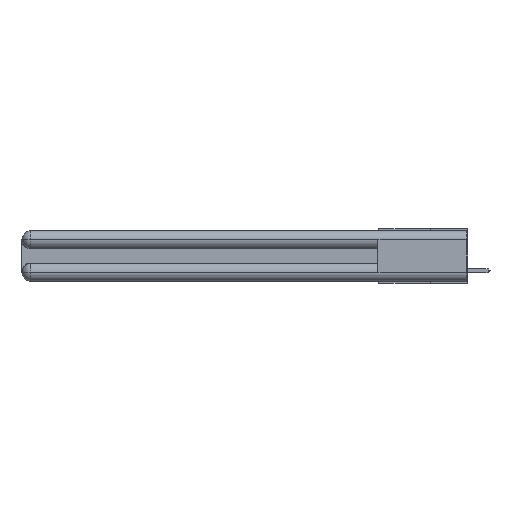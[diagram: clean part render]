
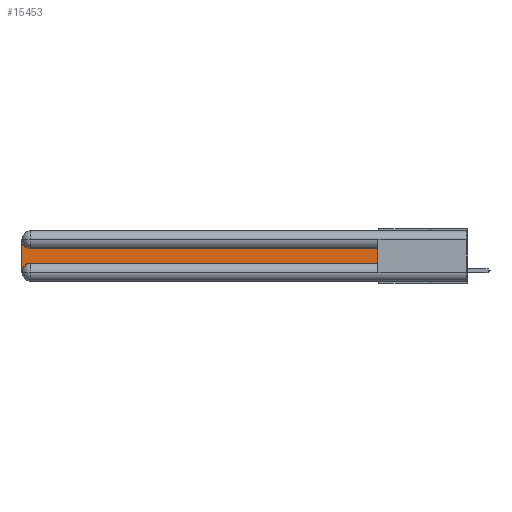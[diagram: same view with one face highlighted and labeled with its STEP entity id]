
A CAD part, left-side view. The second image highlights one B-rep face of the part: STEP entity #15453.
In plain terms, the highlighted planar face has unit normal (-1, 0, 0).
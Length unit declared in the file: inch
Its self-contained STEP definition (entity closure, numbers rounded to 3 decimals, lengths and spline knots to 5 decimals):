
#478 = LINE ( 'NONE', #7069, #18897 ) ;
#1417 = AXIS2_PLACEMENT_3D ( 'NONE', #28372, #12784, #33655 ) ;
#1747 = DIRECTION ( 'NONE',  ( 0., 0., -1. ) ) ;
#2616 = CIRCLE ( 'NONE', #1417, 0.06 ) ;
#2892 = CARTESIAN_POINT ( 'NONE',  ( 0.075, 0.6, -0.2175 ) ) ;
#3265 = LINE ( 'NONE', #11852, #21257 ) ;
#3674 = CARTESIAN_POINT ( 'NONE',  ( 0.075, 3., -0.2775 ) ) ;
#3712 = CARTESIAN_POINT ( 'NONE',  ( 0.075, 2.94, -0.2175 ) ) ;
#5177 = VERTEX_POINT ( 'NONE', #2892 ) ;
#6528 = EDGE_CURVE ( 'NONE', #14214, #29756, #3265, .T. ) ;
#7011 = DIRECTION ( 'NONE',  ( 0., -1., 0. ) ) ;
#7069 = CARTESIAN_POINT ( 'NONE',  ( 0.075, 0.6, -0.1225 ) ) ;
#8258 = CIRCLE ( 'NONE', #20767, 0.06 ) ;
#8456 = EDGE_CURVE ( 'NONE', #30677, #18615, #478, .T. ) ;
#9791 = ORIENTED_EDGE ( 'NONE', *, *, #8456, .T. ) ;
#9947 = VECTOR ( 'NONE', #18103, 39.37008 ) ;
#11601 = LINE ( 'NONE', #28818, #9947 ) ;
#11842 = CARTESIAN_POINT ( 'NONE',  ( 0.075, 3., -0.0625 ) ) ;
#11852 = CARTESIAN_POINT ( 'NONE',  ( 0.075, 3., -0.2175 ) ) ;
#12199 = EDGE_CURVE ( 'NONE', #18615, #14214, #2616, .T. ) ;
#12784 = DIRECTION ( 'NONE',  ( 1., 0., 0. ) ) ;
#12928 = ORIENTED_EDGE ( 'NONE', *, *, #25989, .T. ) ;
#13589 = VECTOR ( 'NONE', #7011, 39.37008 ) ;
#14138 = DIRECTION ( 'NONE',  ( 0., 0., -1. ) ) ;
#14214 = VERTEX_POINT ( 'NONE', #11842 ) ;
#14546 = ORIENTED_EDGE ( 'NONE', *, *, #12199, .T. ) ;
#15453 = ADVANCED_FACE ( 'NONE', ( #22210 ), #30320, .F. ) ;
#15768 = CARTESIAN_POINT ( 'NONE',  ( 0.075, 2.94, -0.1225 ) ) ;
#16815 = CARTESIAN_POINT ( 'NONE',  ( 0.075, 0.6, -0.1225 ) ) ;
#16930 = DIRECTION ( 'NONE',  ( 0., 0., -1. ) ) ;
#17447 = DIRECTION ( 'NONE',  ( 1., 0., 0. ) ) ;
#17459 = ORIENTED_EDGE ( 'NONE', *, *, #6528, .T. ) ;
#18103 = DIRECTION ( 'NONE',  ( 0., 0., 1. ) ) ;
#18272 = DIRECTION ( 'NONE',  ( 0., 1., 0. ) ) ;
#18615 = VERTEX_POINT ( 'NONE', #15768 ) ;
#18897 = VECTOR ( 'NONE', #18272, 39.37008 ) ;
#19264 = LINE ( 'NONE', #25320, #13589 ) ;
#19757 = DIRECTION ( 'NONE',  ( 1., 0., 0. ) ) ;
#20767 = AXIS2_PLACEMENT_3D ( 'NONE', #22049, #19757, #16930 ) ;
#21125 = EDGE_LOOP ( 'NONE', ( #9791, #14546, #17459, #28682, #22883, #12928 ) ) ;
#21257 = VECTOR ( 'NONE', #14138, 39.37008 ) ;
#22049 = CARTESIAN_POINT ( 'NONE',  ( 0.075, 2.94, -0.2775 ) ) ;
#22210 = FACE_OUTER_BOUND ( 'NONE', #21125, .T. ) ;
#22324 = AXIS2_PLACEMENT_3D ( 'NONE', #25335, #17447, #1747 ) ;
#22883 = ORIENTED_EDGE ( 'NONE', *, *, #32713, .T. ) ;
#23722 = VERTEX_POINT ( 'NONE', #3712 ) ;
#25320 = CARTESIAN_POINT ( 'NONE',  ( 0.075, 0.6, -0.2175 ) ) ;
#25335 = CARTESIAN_POINT ( 'NONE',  ( 0.075, 3., -0.1225 ) ) ;
#25989 = EDGE_CURVE ( 'NONE', #5177, #30677, #11601, .T. ) ;
#26898 = EDGE_CURVE ( 'NONE', #29756, #23722, #8258, .T. ) ;
#28372 = CARTESIAN_POINT ( 'NONE',  ( 0.075, 2.94, -0.0625 ) ) ;
#28682 = ORIENTED_EDGE ( 'NONE', *, *, #26898, .T. ) ;
#28818 = CARTESIAN_POINT ( 'NONE',  ( 0.075, 0.6, -0.2175 ) ) ;
#29756 = VERTEX_POINT ( 'NONE', #3674 ) ;
#30320 = PLANE ( 'NONE',  #22324 ) ;
#30677 = VERTEX_POINT ( 'NONE', #16815 ) ;
#32713 = EDGE_CURVE ( 'NONE', #23722, #5177, #19264, .T. ) ;
#33655 = DIRECTION ( 'NONE',  ( 0., 0., -1. ) ) ;
